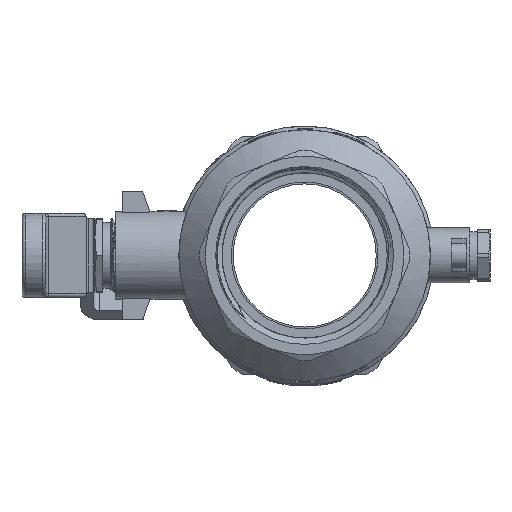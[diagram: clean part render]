
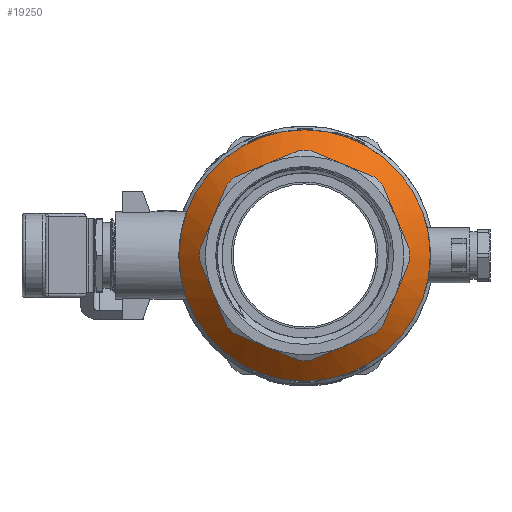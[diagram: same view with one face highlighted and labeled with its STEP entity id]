
A CAD part, left-side view. The second image highlights one B-rep face of the part: STEP entity #19250.
In plain terms, the highlighted conical face has half-angle 47 degrees and reference radius 30.625 mm.
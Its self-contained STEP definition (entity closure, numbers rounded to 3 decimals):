
#627=CONICAL_SURFACE('',#20885,30.625,0.82);
#1322=B_SPLINE_CURVE_WITH_KNOTS('',3,(#37106,#37107,#37108,#37109,#37110),
 .UNSPECIFIED.,.F.,.F.,(4,1,4),(0.,0.5,1.),.QUASI_UNIFORM_KNOTS.);
#1323=B_SPLINE_CURVE_WITH_KNOTS('',3,(#37114,#37115,#37116,#37117,#37118),
 .UNSPECIFIED.,.F.,.F.,(4,1,4),(0.,0.5,1.),.QUASI_UNIFORM_KNOTS.);
#1324=B_SPLINE_CURVE_WITH_KNOTS('',3,(#37122,#37123,#37124,#37125,#37126),
 .UNSPECIFIED.,.F.,.F.,(4,1,4),(0.,0.5,1.),.QUASI_UNIFORM_KNOTS.);
#1325=B_SPLINE_CURVE_WITH_KNOTS('',3,(#37130,#37131,#37132,#37133,#37134),
 .UNSPECIFIED.,.F.,.F.,(4,1,4),(0.,0.5,1.),.QUASI_UNIFORM_KNOTS.);
#1326=B_SPLINE_CURVE_WITH_KNOTS('',3,(#37138,#37139,#37140,#37141,#37142),
 .UNSPECIFIED.,.F.,.F.,(4,1,4),(0.,0.5,1.),.QUASI_UNIFORM_KNOTS.);
#1327=B_SPLINE_CURVE_WITH_KNOTS('',3,(#37146,#37147,#37148,#37149,#37150),
 .UNSPECIFIED.,.F.,.F.,(4,1,4),(0.,0.5,1.),.QUASI_UNIFORM_KNOTS.);
#1328=B_SPLINE_CURVE_WITH_KNOTS('',3,(#37154,#37155,#37156,#37157,#37158),
 .UNSPECIFIED.,.F.,.F.,(4,1,4),(0.,0.5,1.),.QUASI_UNIFORM_KNOTS.);
#1329=B_SPLINE_CURVE_WITH_KNOTS('',3,(#37162,#37163,#37164,#37165,#37166),
 .UNSPECIFIED.,.F.,.F.,(4,1,4),(0.,0.5,1.),.QUASI_UNIFORM_KNOTS.);
#6100=ORIENTED_EDGE('',*,*,#10449,.F.);
#6101=ORIENTED_EDGE('',*,*,#11403,.F.);
#6102=ORIENTED_EDGE('',*,*,#11404,.T.);
#6103=ORIENTED_EDGE('',*,*,#11405,.T.);
#6104=ORIENTED_EDGE('',*,*,#11406,.T.);
#6105=ORIENTED_EDGE('',*,*,#11407,.F.);
#6106=ORIENTED_EDGE('',*,*,#11408,.T.);
#6107=ORIENTED_EDGE('',*,*,#11409,.T.);
#6108=ORIENTED_EDGE('',*,*,#11410,.T.);
#6109=ORIENTED_EDGE('',*,*,#11411,.F.);
#6110=ORIENTED_EDGE('',*,*,#11412,.T.);
#6111=ORIENTED_EDGE('',*,*,#11413,.T.);
#6112=ORIENTED_EDGE('',*,*,#11414,.T.);
#6113=ORIENTED_EDGE('',*,*,#11415,.F.);
#6114=ORIENTED_EDGE('',*,*,#11416,.T.);
#6115=ORIENTED_EDGE('',*,*,#11417,.T.);
#6116=ORIENTED_EDGE('',*,*,#11418,.T.);
#10449=EDGE_CURVE('',#13478,#13478,#15506,.T.);
#11403=EDGE_CURVE('',#14180,#14181,#15619,.T.);
#11404=EDGE_CURVE('',#14180,#14182,#1322,.T.);
#11405=EDGE_CURVE('',#14182,#14183,#15620,.T.);
#11406=EDGE_CURVE('',#14183,#14184,#1323,.T.);
#11407=EDGE_CURVE('',#14185,#14184,#15621,.T.);
#11408=EDGE_CURVE('',#14185,#14186,#1324,.T.);
#11409=EDGE_CURVE('',#14186,#14187,#15622,.T.);
#11410=EDGE_CURVE('',#14187,#14188,#1325,.T.);
#11411=EDGE_CURVE('',#14189,#14188,#15623,.T.);
#11412=EDGE_CURVE('',#14189,#14190,#1326,.T.);
#11413=EDGE_CURVE('',#14190,#14191,#15624,.T.);
#11414=EDGE_CURVE('',#14191,#14192,#1327,.T.);
#11415=EDGE_CURVE('',#14193,#14192,#15625,.T.);
#11416=EDGE_CURVE('',#14193,#14194,#1328,.T.);
#11417=EDGE_CURVE('',#14194,#14195,#15626,.T.);
#11418=EDGE_CURVE('',#14195,#14181,#1329,.T.);
#13478=VERTEX_POINT('',#25775);
#14180=VERTEX_POINT('',#37104);
#14181=VERTEX_POINT('',#37105);
#14182=VERTEX_POINT('',#37111);
#14183=VERTEX_POINT('',#37113);
#14184=VERTEX_POINT('',#37119);
#14185=VERTEX_POINT('',#37121);
#14186=VERTEX_POINT('',#37127);
#14187=VERTEX_POINT('',#37129);
#14188=VERTEX_POINT('',#37135);
#14189=VERTEX_POINT('',#37137);
#14190=VERTEX_POINT('',#37143);
#14191=VERTEX_POINT('',#37145);
#14192=VERTEX_POINT('',#37151);
#14193=VERTEX_POINT('',#37153);
#14194=VERTEX_POINT('',#37159);
#14195=VERTEX_POINT('',#37161);
#15506=CIRCLE('',#20638,34.25);
#15619=CIRCLE('',#20886,28.65);
#15620=CIRCLE('',#20887,27.);
#15621=CIRCLE('',#20888,28.65);
#15622=CIRCLE('',#20889,27.);
#15623=CIRCLE('',#20890,28.65);
#15624=CIRCLE('',#20891,27.);
#15625=CIRCLE('',#20892,28.65);
#15626=CIRCLE('',#20893,27.);
#16359=EDGE_LOOP('',(#6100));
#16360=EDGE_LOOP('',(#6101,#6102,#6103,#6104,#6105,#6106,#6107,#6108,#6109,
#6110,#6111,#6112,#6113,#6114,#6115,#6116));
#17664=FACE_BOUND('',#16359,.T.);
#17665=FACE_BOUND('',#16360,.T.);
#19250=ADVANCED_FACE('',(#17664,#17665),#627,.T.);
#20638=AXIS2_PLACEMENT_3D('',#25774,#22014,#22015);
#20885=AXIS2_PLACEMENT_3D('',#37102,#22842,#22843);
#20886=AXIS2_PLACEMENT_3D('',#37103,#22844,#22845);
#20887=AXIS2_PLACEMENT_3D('',#37112,#22846,#22847);
#20888=AXIS2_PLACEMENT_3D('',#37120,#22848,#22849);
#20889=AXIS2_PLACEMENT_3D('',#37128,#22850,#22851);
#20890=AXIS2_PLACEMENT_3D('',#37136,#22852,#22853);
#20891=AXIS2_PLACEMENT_3D('',#37144,#22854,#22855);
#20892=AXIS2_PLACEMENT_3D('',#37152,#22856,#22857);
#20893=AXIS2_PLACEMENT_3D('',#37160,#22858,#22859);
#22014=DIRECTION('',(1.,0.,0.));
#22015=DIRECTION('',(0.,-1.,0.));
#22842=DIRECTION('',(1.,0.,0.));
#22843=DIRECTION('',(0.,-1.,0.));
#22844=DIRECTION('',(-1.,0.,0.));
#22845=DIRECTION('',(0.,-1.,0.));
#22846=DIRECTION('',(1.,0.,0.));
#22847=DIRECTION('',(0.,-0.996,-0.093));
#22848=DIRECTION('',(-1.,0.,0.));
#22849=DIRECTION('',(0.,0.049,-0.999));
#22850=DIRECTION('',(1.,0.,0.));
#22851=DIRECTION('',(0.,0.093,-0.996));
#22852=DIRECTION('',(-1.,0.,0.));
#22853=DIRECTION('',(0.,0.999,0.049));
#22854=DIRECTION('',(1.,0.,0.));
#22855=DIRECTION('',(0.,0.996,0.093));
#22856=DIRECTION('',(-1.,0.,0.));
#22857=DIRECTION('',(0.,-0.049,0.999));
#22858=DIRECTION('',(1.,0.,0.));
#22859=DIRECTION('',(0.,-0.093,0.996));
#25774=CARTESIAN_POINT('',(-16.239,0.,0.));
#25775=CARTESIAN_POINT('',(-16.239,-34.25,0.));
#37102=CARTESIAN_POINT('',(-19.62,0.,0.));
#37103=CARTESIAN_POINT('',(-21.461,0.,0.));
#37104=CARTESIAN_POINT('',(-21.461,-28.616,-1.4));
#37105=CARTESIAN_POINT('',(-21.461,-28.616,1.4));
#37106=CARTESIAN_POINT('',(-21.461,-28.616,-1.4));
#37107=CARTESIAN_POINT('',(-21.729,-28.319,-1.588));
#37108=CARTESIAN_POINT('',(-22.253,-27.734,-1.96));
#37109=CARTESIAN_POINT('',(-22.755,-27.165,-2.322));
#37110=CARTESIAN_POINT('',(-23.,-26.884,-2.5));
#37111=CARTESIAN_POINT('',(-23.,-26.884,-2.5));
#37112=CARTESIAN_POINT('',(-23.,0.,0.));
#37113=CARTESIAN_POINT('',(-23.,-2.5,-26.884));
#37114=CARTESIAN_POINT('',(-23.,-2.5,-26.884));
#37115=CARTESIAN_POINT('',(-22.755,-2.322,-27.165));
#37116=CARTESIAN_POINT('',(-22.253,-1.96,-27.734));
#37117=CARTESIAN_POINT('',(-21.729,-1.588,-28.319));
#37118=CARTESIAN_POINT('',(-21.461,-1.4,-28.616));
#37119=CARTESIAN_POINT('',(-21.461,-1.4,-28.616));
#37120=CARTESIAN_POINT('',(-21.461,0.,0.));
#37121=CARTESIAN_POINT('',(-21.461,1.4,-28.616));
#37122=CARTESIAN_POINT('',(-21.461,1.4,-28.616));
#37123=CARTESIAN_POINT('',(-21.729,1.588,-28.319));
#37124=CARTESIAN_POINT('',(-22.253,1.96,-27.734));
#37125=CARTESIAN_POINT('',(-22.755,2.322,-27.165));
#37126=CARTESIAN_POINT('',(-23.,2.5,-26.884));
#37127=CARTESIAN_POINT('',(-23.,2.5,-26.884));
#37128=CARTESIAN_POINT('',(-23.,0.,0.));
#37129=CARTESIAN_POINT('',(-23.,26.884,-2.5));
#37130=CARTESIAN_POINT('',(-23.,26.884,-2.5));
#37131=CARTESIAN_POINT('',(-22.755,27.165,-2.322));
#37132=CARTESIAN_POINT('',(-22.253,27.734,-1.96));
#37133=CARTESIAN_POINT('',(-21.729,28.319,-1.588));
#37134=CARTESIAN_POINT('',(-21.461,28.616,-1.4));
#37135=CARTESIAN_POINT('',(-21.461,28.616,-1.4));
#37136=CARTESIAN_POINT('',(-21.461,0.,0.));
#37137=CARTESIAN_POINT('',(-21.461,28.616,1.4));
#37138=CARTESIAN_POINT('',(-21.461,28.616,1.4));
#37139=CARTESIAN_POINT('',(-21.729,28.319,1.588));
#37140=CARTESIAN_POINT('',(-22.253,27.734,1.96));
#37141=CARTESIAN_POINT('',(-22.755,27.165,2.322));
#37142=CARTESIAN_POINT('',(-23.,26.884,2.5));
#37143=CARTESIAN_POINT('',(-23.,26.884,2.5));
#37144=CARTESIAN_POINT('',(-23.,0.,0.));
#37145=CARTESIAN_POINT('',(-23.,2.5,26.884));
#37146=CARTESIAN_POINT('',(-23.,2.5,26.884));
#37147=CARTESIAN_POINT('',(-22.755,2.322,27.165));
#37148=CARTESIAN_POINT('',(-22.253,1.96,27.734));
#37149=CARTESIAN_POINT('',(-21.729,1.588,28.319));
#37150=CARTESIAN_POINT('',(-21.461,1.4,28.616));
#37151=CARTESIAN_POINT('',(-21.461,1.4,28.616));
#37152=CARTESIAN_POINT('',(-21.461,0.,0.));
#37153=CARTESIAN_POINT('',(-21.461,-1.4,28.616));
#37154=CARTESIAN_POINT('',(-21.461,-1.4,28.616));
#37155=CARTESIAN_POINT('',(-21.729,-1.588,28.319));
#37156=CARTESIAN_POINT('',(-22.253,-1.96,27.734));
#37157=CARTESIAN_POINT('',(-22.755,-2.322,27.165));
#37158=CARTESIAN_POINT('',(-23.,-2.5,26.884));
#37159=CARTESIAN_POINT('',(-23.,-2.5,26.884));
#37160=CARTESIAN_POINT('',(-23.,0.,0.));
#37161=CARTESIAN_POINT('',(-23.,-26.884,2.5));
#37162=CARTESIAN_POINT('',(-23.,-26.884,2.5));
#37163=CARTESIAN_POINT('',(-22.755,-27.165,2.322));
#37164=CARTESIAN_POINT('',(-22.253,-27.734,1.96));
#37165=CARTESIAN_POINT('',(-21.729,-28.319,1.588));
#37166=CARTESIAN_POINT('',(-21.461,-28.616,1.4));
